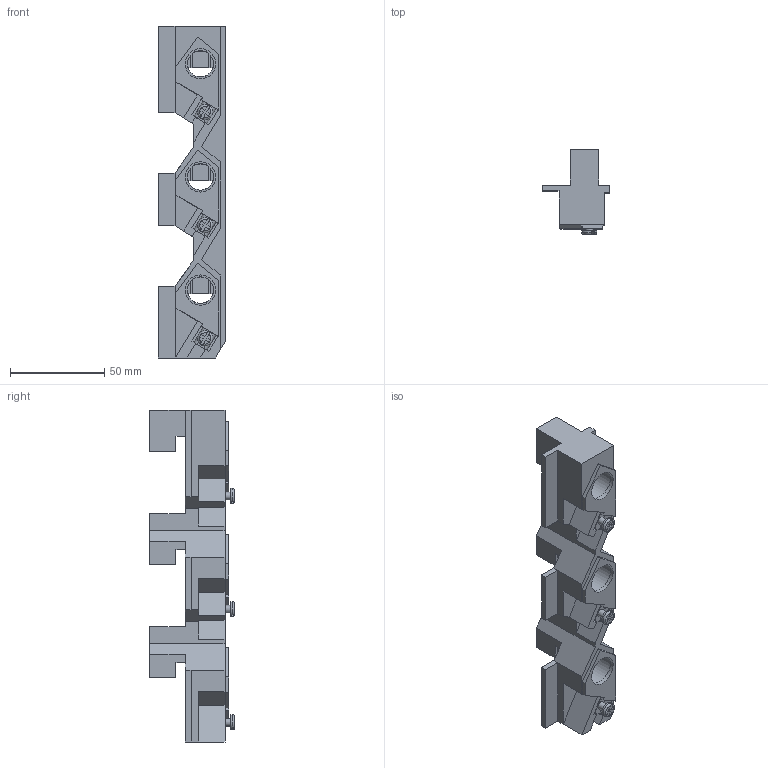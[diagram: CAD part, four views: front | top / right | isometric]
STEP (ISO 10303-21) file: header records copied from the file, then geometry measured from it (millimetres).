
FILE_DESCRIPTION(/* description */ ('STEP AP214'),/* implementation_level */ '2;1');
FILE_NAME(/* name */ '01498',/* time_stamp */ '2023-10-02T09:12:40+02:00',/* author */ ('License CC BY-ND 4.0'),/* organization */ ('CADENAS'),/* preprocessor_version */ 'ST-DEVELOPER v19.3',/* originating_system */ 'PARTsolutions',/* authorisation */ ' ');
FILE_SCHEMA (('AUTOMOTIVE_DESIGN {1 0 10303 214 3 1 1}'));
Length unit declared in the file: millimetre
Products named in the file (4): 01498; 75033000; 30414000; 78552000
Assembly tree (7 placements, depth 2):
  01498
    75033000  x3
    30414000  x3
    78552000
Bounding box: 36 x 45 x 176 mm (x, y, z)
Volume: 72594.5 mm3; surface area: 35829.1 mm2
Topology: 7 solids, 7 shells, 293 faces, 800 edges, 524 vertices
Faces by surface type: plane 245, cylinder 42, torus 6
Full cylindrical faces by diameter (mm): 4 x6, 8 x3, 14 x3, 16 x3, 18 x3
Entity records: 5952 total; most frequent: CARTESIAN_POINT 1067, ORIENTED_EDGE 1008, DIRECTION 938, EDGE_CURVE 504, LINE 440, VECTOR 440, VERTEX_POINT 334, AXIS2_PLACEMENT_3D 249
